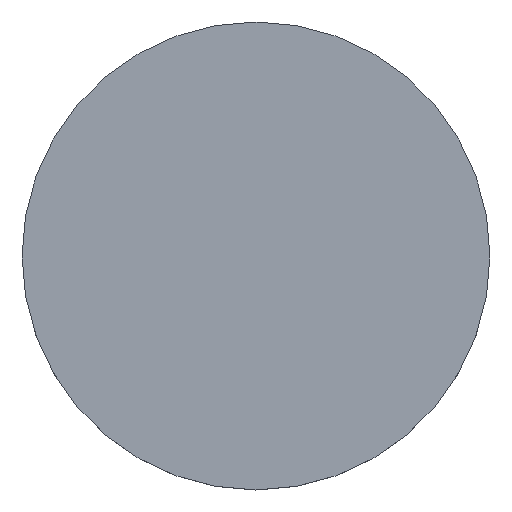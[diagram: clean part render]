
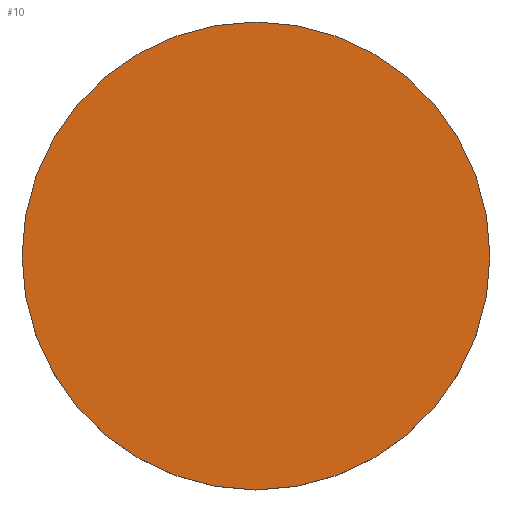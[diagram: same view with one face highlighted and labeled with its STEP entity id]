
A CAD part, top view. The second image highlights one B-rep face of the part: STEP entity #10.
In plain terms, the highlighted planar face has unit normal (0, 0, 1).
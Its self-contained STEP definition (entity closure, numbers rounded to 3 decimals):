
#2 = CARTESIAN_POINT ( 'NONE',  ( -12.7, 0., 3. ) ) ;
#7 = AXIS2_PLACEMENT_3D ( 'NONE', #78, #18, #198 ) ;
#10 = ADVANCED_FACE ( 'NONE', ( #192 ), #111, .T. ) ;
#18 = DIRECTION ( 'NONE',  ( 0., 0., -1. ) ) ;
#20 = ORIENTED_EDGE ( 'NONE', *, *, #217, .F. ) ;
#39 = DIRECTION ( 'NONE',  ( 1., 0., 0. ) ) ;
#61 = DIRECTION ( 'NONE',  ( 0., 0., -1. ) ) ;
#71 = AXIS2_PLACEMENT_3D ( 'NONE', #218, #61, #39 ) ;
#78 = CARTESIAN_POINT ( 'NONE',  ( 0., 0., 3. ) ) ;
#79 = CARTESIAN_POINT ( 'NONE',  ( 12.7, 0., 3. ) ) ;
#95 = DIRECTION ( 'NONE',  ( 1., 0., 0. ) ) ;
#111 = PLANE ( 'NONE',  #125 ) ;
#118 = EDGE_CURVE ( 'NONE', #235, #167, #134, .T. ) ;
#123 = ORIENTED_EDGE ( 'NONE', *, *, #118, .F. ) ;
#125 = AXIS2_PLACEMENT_3D ( 'NONE', #229, #126, #95 ) ;
#126 = DIRECTION ( 'NONE',  ( 0., 0., 1. ) ) ;
#134 = CIRCLE ( 'NONE', #71, 12.7 ) ;
#167 = VERTEX_POINT ( 'NONE', #2 ) ;
#182 = EDGE_LOOP ( 'NONE', ( #123, #20 ) ) ;
#186 = CIRCLE ( 'NONE', #7, 12.7 ) ;
#192 = FACE_OUTER_BOUND ( 'NONE', #182, .T. ) ;
#198 = DIRECTION ( 'NONE',  ( 1., 0., 0. ) ) ;
#217 = EDGE_CURVE ( 'NONE', #167, #235, #186, .T. ) ;
#218 = CARTESIAN_POINT ( 'NONE',  ( 0., 0., 3. ) ) ;
#229 = CARTESIAN_POINT ( 'NONE',  ( 0., 26.112, 3. ) ) ;
#235 = VERTEX_POINT ( 'NONE', #79 ) ;
